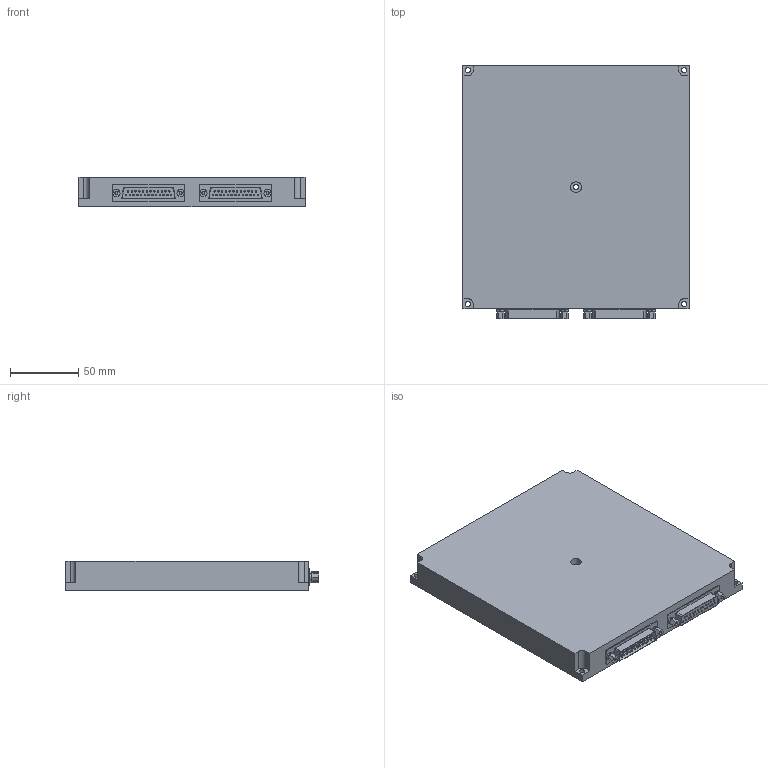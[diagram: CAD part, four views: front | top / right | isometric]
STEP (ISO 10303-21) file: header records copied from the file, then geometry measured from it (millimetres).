
FILE_DESCRIPTION(/* description */ ('Unknown'),/* implementation_level */ '2;1');
FILE_NAME(/* name */ 'M4252001',/* time_stamp */ '2020-05-06T14:18:44-04:00',/* author */ ('Unknown'),/* organization */ ('Unknown'),/* preprocessor_version */ 'ST-DEVELOPER v16.7',/* originating_system */ 'DEX',/* authorisation */ $);
FILE_SCHEMA (('CONFIG_CONTROL_DESIGN'));
Length unit declared in the file: millimetre
Products named in the file (1): M4252001
Bounding box: 165.1 x 184.79 x 21.6 mm (x, y, z)
Volume: 633144.4 mm3; surface area: 77619.1 mm2
Topology: 1 solids, 1 shells, 332 faces, 731 edges, 474 vertices
Faces by surface type: plane 199, cylinder 108, torus 25
Full cylindrical faces by diameter (mm): 1.14 x50, 2.156 x4, 2.845 x4, 2.95 x4, 3.05 x4, 3.8 x5, 5.309 x4, 8 x1
Entity records: 10678 total; most frequent: DIRECTION 1544, CARTESIAN_POINT 1355, ORIENTED_EDGE 1178, AXIS2_PLACEMENT_3D 622, EDGE_CURVE 589, EDGE_LOOP 524, FACE_BOUND 524, VERTEX_POINT 433
